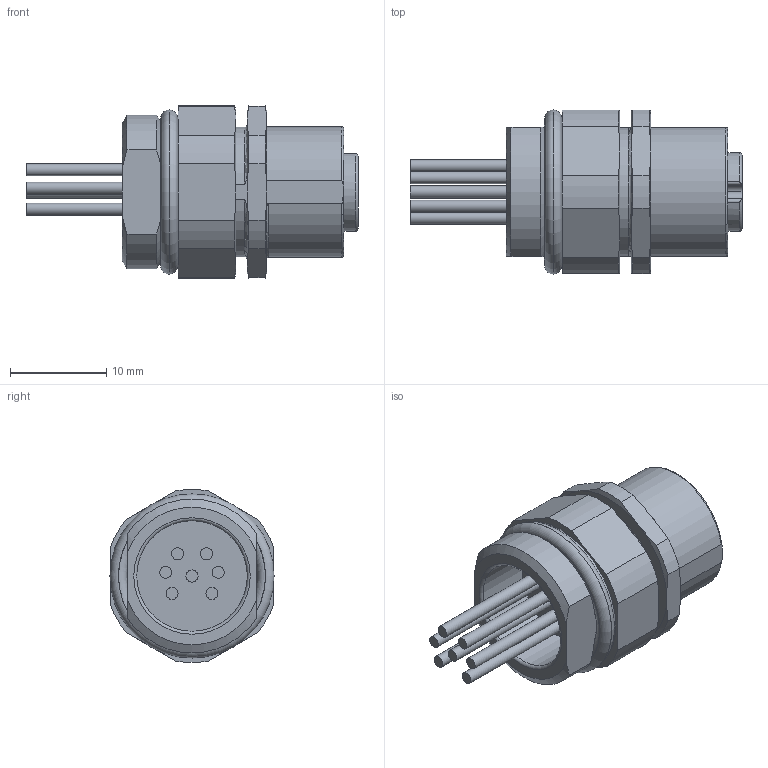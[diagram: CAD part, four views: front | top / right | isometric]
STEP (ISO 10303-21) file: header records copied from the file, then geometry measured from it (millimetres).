
FILE_DESCRIPTION(/* description */ (''),/* implementation_level */ '2;1');
FILE_NAME(/* name */ '85577.stp',/* time_stamp */ '2018-10-29T12:45:29+01:00',/* author */ (''),/* organization */ (''),/* preprocessor_version */ 'ST-DEVELOPER v16',/* originating_system */ 'SIEMENS PLM Software NX 11.0',/* authorisation */ '');
FILE_SCHEMA (('AUTOMOTIVE_DESIGN { 1 0 10303 214 3 1 1 1 }'));
Length unit declared in the file: millimetre
Products named in the file (1): sgro2EE0929Ectl1
Bounding box: 34.5 x 17.06 x 17.96 mm (x, y, z)
Volume: 3512.7 mm3; surface area: 3723.3 mm2
Topology: 1 solids, 2 shells, 174 faces, 410 edges, 263 vertices
Faces by surface type: cylinder 60, plane 58, cone 38, torus 18
Full cylindrical faces by diameter (mm): 0.9 x8, 1.25 x7, 1.4 x8, 8.2 x2, 10.65 x1, 11.5 x1, 13.501 x1, 14.38 x1, 15.271 x2, 17.06 x1
Entity records: 5214 total; most frequent: CARTESIAN_POINT 1433, DIRECTION 792, ORIENTED_EDGE 692, AXIS2_PLACEMENT_3D 353, EDGE_CURVE 346, EDGE_LOOP 264, VERTEX_POINT 252, CIRCLE 178
